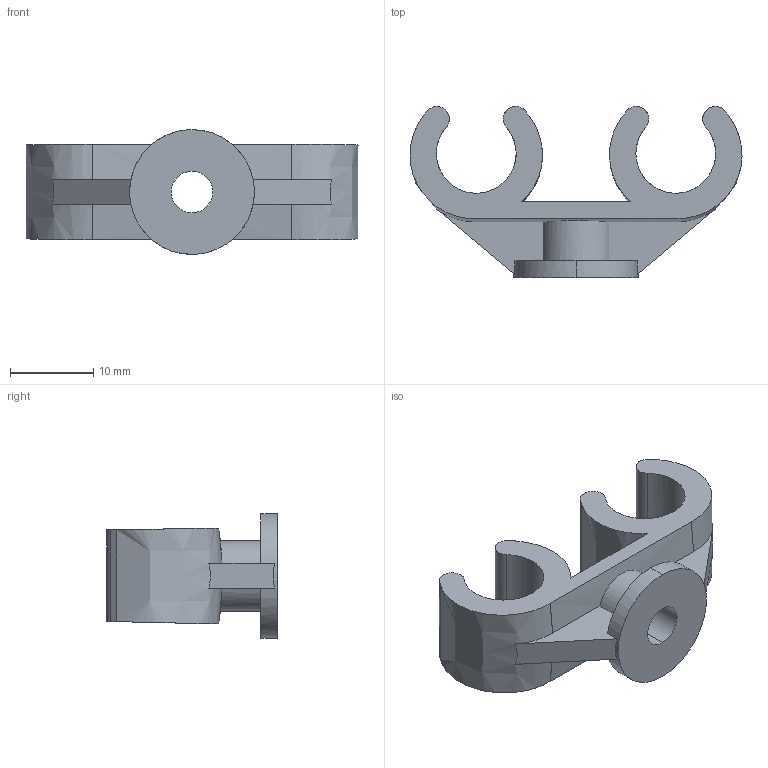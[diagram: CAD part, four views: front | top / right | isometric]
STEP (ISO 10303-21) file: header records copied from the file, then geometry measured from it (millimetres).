
FILE_DESCRIPTION(/* description */ (''),/* implementation_level */ '2;1');
FILE_NAME(/* name */ '2140608',/* time_stamp */ '2015-12-07T10:38:23+01:00',/* author */ (''),/* organization */ (''),/* preprocessor_version */ 'ST-DEVELOPER v15',/* originating_system */ '',/* authorisation */ '');
FILE_SCHEMA (('CONFIG_CONTROL_DESIGN'));
Length unit declared in the file: millimetre
Products named in the file (1): Document
Bounding box: 39.94 x 20.57 x 15 mm (x, y, z)
Volume: 3407.2 mm3; surface area: 2941.3 mm2
Topology: 1 solids, 1 shells, 48 faces, 138 edges, 92 vertices
Faces by surface type: bspline 30, plane 18
Entity records: 2585 total; most frequent: CARTESIAN_POINT 1674, ORIENTED_EDGE 276, EDGE_CURVE 138, B_SPLINE_CURVE_WITH_KNOTS 105, VERTEX_POINT 92, EDGE_LOOP 50, ADVANCED_FACE 48, FACE_OUTER_BOUND 48
